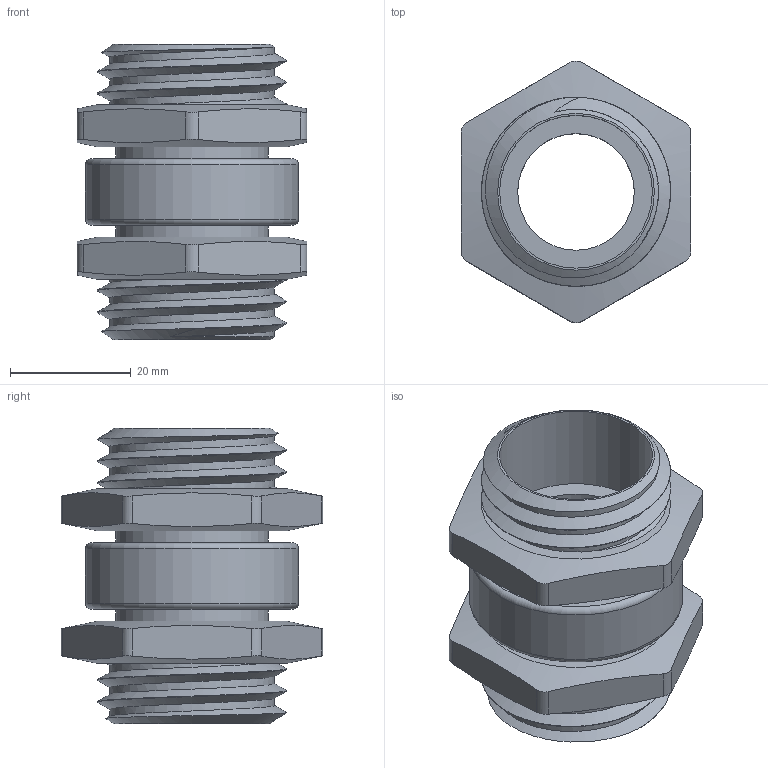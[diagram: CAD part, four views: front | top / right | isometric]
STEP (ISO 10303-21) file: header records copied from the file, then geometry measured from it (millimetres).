
FILE_DESCRIPTION(('FreeCAD Model'),'2;1');
FILE_NAME('Open CASCADE Shape Model','2024-01-12T10:53:10',(''),(''), 'Open CASCADE STEP processor 7.6','FreeCAD','Unknown');
FILE_SCHEMA(('AUTOMOTIVE_DESIGN { 1 0 10303 214 1 1 1 1 }'));
Length unit declared in the file: millimetre
Products named in the file (2): M1-A; Body
Assembly tree (1 placements, depth 2):
  M1-A
    Body
Bounding box: 38.1 x 43.37 x 49 mm (x, y, z)
Volume: 18988.2 mm3; surface area: 15725.3 mm2
Topology: 1 solids, 1 shells, 76 faces, 190 edges, 128 vertices
Faces by surface type: cylinder 32, plane 28, cone 10, bspline 4, torus 2
Full cylindrical faces by diameter (mm): 19.355 x2, 25.355 x4, 28.355 x2, 29.355 x2, 31.355 x1, 31.382 x2, 35.355 x1
Entity records: 4842 total; most frequent: CARTESIAN_POINT 3132, ORIENTED_EDGE 380, DIRECTION 302, EDGE_CURVE 190, VERTEX_POINT 128, AXIS2_PLACEMENT_3D 126, FACE_BOUND 90, EDGE_LOOP 90
